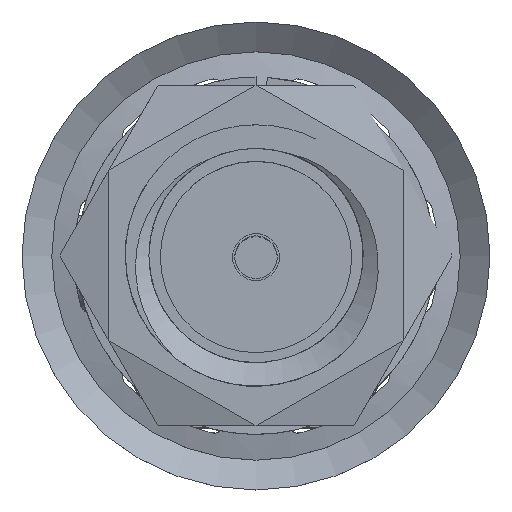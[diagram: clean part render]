
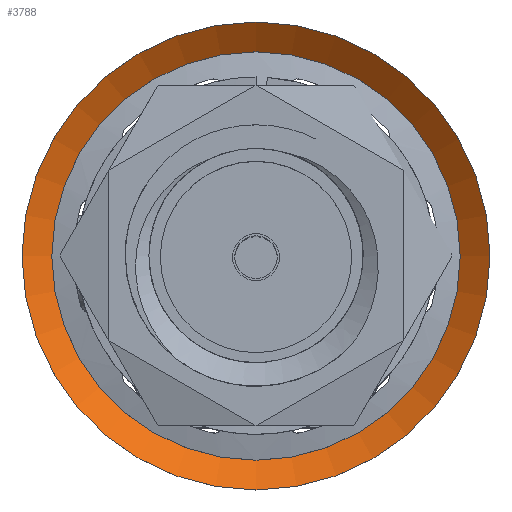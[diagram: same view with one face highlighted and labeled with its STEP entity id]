
A CAD part, top view. The second image highlights one B-rep face of the part: STEP entity #3788.
In plain terms, the highlighted conical face has half-angle 54.462 degrees and reference radius 5.5 mm.
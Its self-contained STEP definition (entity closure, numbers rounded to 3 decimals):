
#219=CONICAL_SURFACE('',#4161,5.5,0.951);
#509=FACE_OUTER_BOUND('',#761,.T.);
#761=EDGE_LOOP('',(#3030,#3031,#3032,#3033,#3034,#3035));
#999=LINE('',#8022,#1270);
#1270=VECTOR('',#4900,5.5);
#1464=CIRCLE('',#4162,4.8);
#1465=CIRCLE('',#4163,4.8);
#1466=CIRCLE('',#4164,5.5);
#1467=CIRCLE('',#4165,5.5);
#1717=VERTEX_POINT('',#8017);
#1718=VERTEX_POINT('',#8018);
#1719=VERTEX_POINT('',#8021);
#1720=VERTEX_POINT('',#8023);
#2184=EDGE_CURVE('',#1717,#1718,#1464,.T.);
#2185=EDGE_CURVE('',#1718,#1717,#1465,.T.);
#2186=EDGE_CURVE('',#1718,#1719,#999,.T.);
#2187=EDGE_CURVE('',#1719,#1720,#1466,.T.);
#2188=EDGE_CURVE('',#1720,#1719,#1467,.T.);
#3030=ORIENTED_EDGE('',*,*,#2184,.F.);
#3031=ORIENTED_EDGE('',*,*,#2185,.F.);
#3032=ORIENTED_EDGE('',*,*,#2186,.T.);
#3033=ORIENTED_EDGE('',*,*,#2187,.T.);
#3034=ORIENTED_EDGE('',*,*,#2188,.T.);
#3035=ORIENTED_EDGE('',*,*,#2186,.F.);
#3788=ADVANCED_FACE('',(#509),#219,.F.);
#4161=AXIS2_PLACEMENT_3D('',#8016,#4894,#4895);
#4162=AXIS2_PLACEMENT_3D('',#8019,#4896,#4897);
#4163=AXIS2_PLACEMENT_3D('',#8020,#4898,#4899);
#4164=AXIS2_PLACEMENT_3D('',#8024,#4901,#4902);
#4165=AXIS2_PLACEMENT_3D('',#8025,#4903,#4904);
#4894=DIRECTION('center_axis',(0.,0.,1.));
#4895=DIRECTION('ref_axis',(1.,0.,0.));
#4896=DIRECTION('center_axis',(0.,0.,1.));
#4897=DIRECTION('ref_axis',(1.,0.,0.));
#4898=DIRECTION('center_axis',(0.,0.,1.));
#4899=DIRECTION('ref_axis',(1.,0.,0.));
#4900=DIRECTION('',(-0.814,0.,0.581));
#4901=DIRECTION('center_axis',(0.,0.,1.));
#4902=DIRECTION('ref_axis',(1.,0.,0.));
#4903=DIRECTION('center_axis',(0.,0.,1.));
#4904=DIRECTION('ref_axis',(1.,0.,0.));
#8016=CARTESIAN_POINT('Origin',(0.,0.,0.375));
#8017=CARTESIAN_POINT('',(4.8,0.,-0.125));
#8018=CARTESIAN_POINT('',(-4.8,0.,-0.125));
#8019=CARTESIAN_POINT('Origin',(0.,0.,-0.125));
#8020=CARTESIAN_POINT('Origin',(0.,0.,-0.125));
#8021=CARTESIAN_POINT('',(-5.5,0.,0.375));
#8022=CARTESIAN_POINT('',(-5.5,0.,0.375));
#8023=CARTESIAN_POINT('',(5.5,0.,0.375));
#8024=CARTESIAN_POINT('Origin',(0.,0.,0.375));
#8025=CARTESIAN_POINT('Origin',(0.,0.,0.375));
